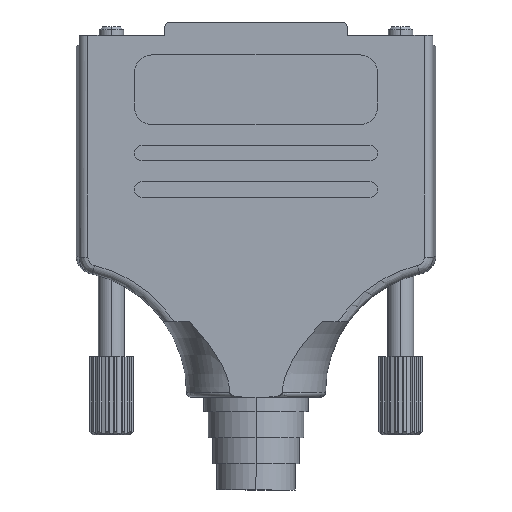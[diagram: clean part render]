
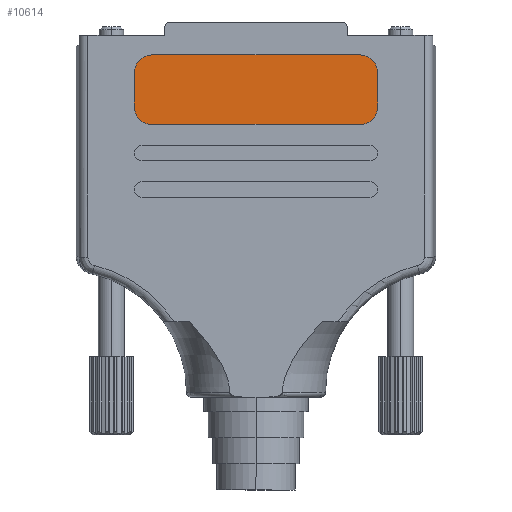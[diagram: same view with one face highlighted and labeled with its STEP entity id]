
A CAD part, front view. The second image highlights one B-rep face of the part: STEP entity #10614.
In plain terms, the highlighted planar face has unit normal (0, -1, 0).
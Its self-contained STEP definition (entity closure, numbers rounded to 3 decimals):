
#339 = VECTOR ( 'NONE', #10252, 1000. ) ;
#369 = LINE ( 'NONE', #11805, #339 ) ;
#383 = EDGE_CURVE ( 'NONE', #12493, #4031, #16916, .T. ) ;
#646 = ORIENTED_EDGE ( 'NONE', *, *, #4501, .T. ) ;
#1154 = ORIENTED_EDGE ( 'NONE', *, *, #23896, .T. ) ;
#1241 = DIRECTION ( 'NONE',  ( 0., 0., 1. ) ) ;
#1396 = AXIS2_PLACEMENT_3D ( 'NONE', #24313, #9182, #1241 ) ;
#1741 = EDGE_CURVE ( 'NONE', #16041, #12214, #369, .T. ) ;
#2031 = ORIENTED_EDGE ( 'NONE', *, *, #14849, .T. ) ;
#2394 = CARTESIAN_POINT ( 'NONE',  ( 12., -7.1, -8.6 ) ) ;
#3056 = DIRECTION ( 'NONE',  ( -1., 0., 0. ) ) ;
#3368 = CIRCLE ( 'NONE', #22019, 2. ) ;
#4031 = VERTEX_POINT ( 'NONE', #24253 ) ;
#4033 = CARTESIAN_POINT ( 'NONE',  ( -14., -7.1, -8.6 ) ) ;
#4301 = EDGE_LOOP ( 'NONE', ( #12495, #2031, #16768, #10596, #25194, #22160, #646, #1154 ) ) ;
#4501 = EDGE_CURVE ( 'NONE', #12214, #13835, #3368, .T. ) ;
#5370 = CIRCLE ( 'NONE', #6214, 2. ) ;
#5786 = CARTESIAN_POINT ( 'NONE',  ( 14., -7.1, -8.6 ) ) ;
#6214 = AXIS2_PLACEMENT_3D ( 'NONE', #15150, #12820, #7214 ) ;
#6429 = LINE ( 'NONE', #10088, #21183 ) ;
#7154 = CARTESIAN_POINT ( 'NONE',  ( 14., -7.1, -4.6 ) ) ;
#7214 = DIRECTION ( 'NONE',  ( 0., 0., -1. ) ) ;
#8274 = CARTESIAN_POINT ( 'NONE',  ( -12., -7.1, -10.6 ) ) ;
#9182 = DIRECTION ( 'NONE',  ( 0., -1., 0. ) ) ;
#9946 = DIRECTION ( 'NONE',  ( 0., 0., 1. ) ) ;
#10088 = CARTESIAN_POINT ( 'NONE',  ( 14., -7.1, -4.6 ) ) ;
#10252 = DIRECTION ( 'NONE',  ( 1., 0., 0. ) ) ;
#10275 = DIRECTION ( 'NONE',  ( 0., 0., 1. ) ) ;
#10596 = ORIENTED_EDGE ( 'NONE', *, *, #21831, .T. ) ;
#10614 = ADVANCED_FACE ( 'NONE', ( #11962 ), #22338, .F. ) ;
#11069 = VERTEX_POINT ( 'NONE', #13897 ) ;
#11805 = CARTESIAN_POINT ( 'NONE',  ( -12., -7.1, -10.6 ) ) ;
#11962 = FACE_OUTER_BOUND ( 'NONE', #4301, .T. ) ;
#12102 = DIRECTION ( 'NONE',  ( 0., 1., 0. ) ) ;
#12214 = VERTEX_POINT ( 'NONE', #16292 ) ;
#12493 = VERTEX_POINT ( 'NONE', #7154 ) ;
#12495 = ORIENTED_EDGE ( 'NONE', *, *, #383, .T. ) ;
#12820 = DIRECTION ( 'NONE',  ( 0., -1., 0. ) ) ;
#13835 = VERTEX_POINT ( 'NONE', #5786 ) ;
#13839 = VECTOR ( 'NONE', #3056, 1000. ) ;
#13897 = CARTESIAN_POINT ( 'NONE',  ( -12., -7.1, -2.6 ) ) ;
#14181 = CARTESIAN_POINT ( 'NONE',  ( -14., -7.1, -4.6 ) ) ;
#14639 = CARTESIAN_POINT ( 'NONE',  ( -12., -7.1, -2.6 ) ) ;
#14736 = DIRECTION ( 'NONE',  ( 0., -1., 0. ) ) ;
#14849 = EDGE_CURVE ( 'NONE', #4031, #11069, #20458, .T. ) ;
#15150 = CARTESIAN_POINT ( 'NONE',  ( -12., -7.1, -4.6 ) ) ;
#15752 = EDGE_CURVE ( 'NONE', #24731, #16041, #20488, .T. ) ;
#16041 = VERTEX_POINT ( 'NONE', #8274 ) ;
#16262 = CARTESIAN_POINT ( 'NONE',  ( 12., -7.1, -4.6 ) ) ;
#16292 = CARTESIAN_POINT ( 'NONE',  ( 12., -7.1, -10.6 ) ) ;
#16753 = CARTESIAN_POINT ( 'NONE',  ( 12., -7.1, -4.6 ) ) ;
#16768 = ORIENTED_EDGE ( 'NONE', *, *, #24883, .T. ) ;
#16916 = CIRCLE ( 'NONE', #20229, 2. ) ;
#18238 = DIRECTION ( 'NONE',  ( 0., 0., 1. ) ) ;
#18313 = LINE ( 'NONE', #14181, #19027 ) ;
#19027 = VECTOR ( 'NONE', #22332, 1000. ) ;
#19636 = CARTESIAN_POINT ( 'NONE',  ( -14., -7.1, -4.6 ) ) ;
#20229 = AXIS2_PLACEMENT_3D ( 'NONE', #16753, #24666, #23348 ) ;
#20458 = LINE ( 'NONE', #14639, #13839 ) ;
#20488 = CIRCLE ( 'NONE', #1396, 2. ) ;
#21183 = VECTOR ( 'NONE', #9946, 1000. ) ;
#21831 = EDGE_CURVE ( 'NONE', #23026, #24731, #18313, .T. ) ;
#22019 = AXIS2_PLACEMENT_3D ( 'NONE', #2394, #14736, #18238 ) ;
#22160 = ORIENTED_EDGE ( 'NONE', *, *, #1741, .T. ) ;
#22332 = DIRECTION ( 'NONE',  ( 0., 0., -1. ) ) ;
#22338 = PLANE ( 'NONE',  #23894 ) ;
#23026 = VERTEX_POINT ( 'NONE', #19636 ) ;
#23348 = DIRECTION ( 'NONE',  ( 0., 0., 1. ) ) ;
#23894 = AXIS2_PLACEMENT_3D ( 'NONE', #16262, #12102, #10275 ) ;
#23896 = EDGE_CURVE ( 'NONE', #13835, #12493, #6429, .T. ) ;
#24253 = CARTESIAN_POINT ( 'NONE',  ( 12., -7.1, -2.6 ) ) ;
#24313 = CARTESIAN_POINT ( 'NONE',  ( -12., -7.1, -8.6 ) ) ;
#24666 = DIRECTION ( 'NONE',  ( 0., -1., 0. ) ) ;
#24731 = VERTEX_POINT ( 'NONE', #4033 ) ;
#24883 = EDGE_CURVE ( 'NONE', #11069, #23026, #5370, .T. ) ;
#25194 = ORIENTED_EDGE ( 'NONE', *, *, #15752, .T. ) ;
